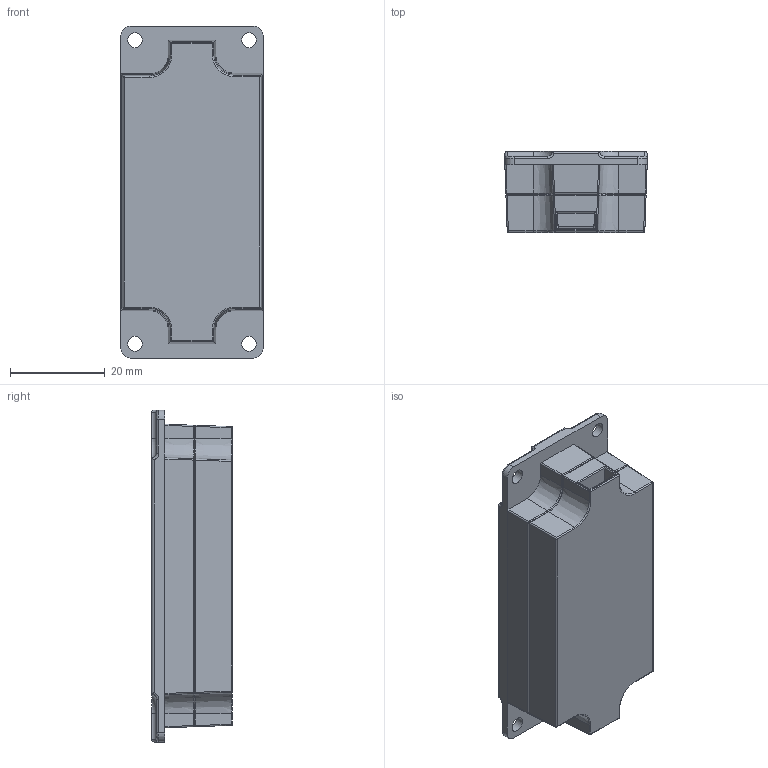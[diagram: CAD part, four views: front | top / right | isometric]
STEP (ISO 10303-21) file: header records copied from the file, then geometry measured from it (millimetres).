
FILE_DESCRIPTION(/* description */ (''),/* implementation_level */ '2;1');
FILE_NAME(/* name */ 'adafruit speaker set.step',/* time_stamp */ '2017-05-17T22:19:35+02:00',/* author */ (''),/* organization */ (''),/* preprocessor_version */ 'ST-DEVELOPER v16.13',/* originating_system */ 'Autodesk Translation Framework v6.1.1.50',/* authorisation */ '');
FILE_SCHEMA (('AUTOMOTIVE_DESIGN { 1 0 10303 214 3 1 1 }'));
Length unit declared in the file: millimetre
Products named in the file (1): adafruit speaker set 2 v2
Bounding box: 30 x 17 x 70 mm (x, y, z)
Volume: 25765.9 mm3; surface area: 11104.1 mm2
Topology: 2 solids, 4 shells, 230 faces, 534 edges, 298 vertices
Faces by surface type: cylinder 95, plane 54, torus 37, sphere 25, cone 12, bspline 7
Full cylindrical faces by diameter (mm): 3.1 x4, 17 x1
Entity records: 7104 total; most frequent: CARTESIAN_POINT 1898, DIRECTION 1177, ORIENTED_EDGE 1010, EDGE_CURVE 504, AXIS2_PLACEMENT_3D 472, VERTEX_POINT 294, EDGE_LOOP 254, CIRCLE 236
